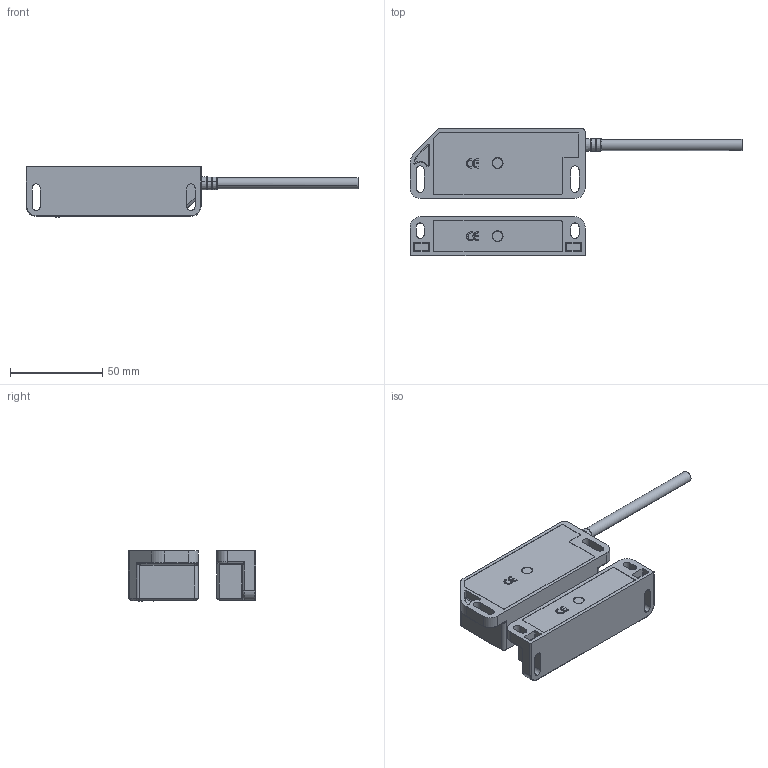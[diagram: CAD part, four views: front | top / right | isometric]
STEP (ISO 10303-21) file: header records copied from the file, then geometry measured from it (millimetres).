
FILE_DESCRIPTION (( 'STEP AP214' ), '1' );
FILE_NAME ('117-PSA.STEP', '2020-12-09T13:49:18', ( '' ), ( '' ), 'SwSTEP 2.0', 'SolidWorks 2019', '' );
FILE_SCHEMA (( 'AUTOMOTIVE_DESIGN' ));
Length unit declared in the file: inch
Products named in the file (1): 117-PSA
Bounding box: 180.13 x 69 x 27.38 mm (x, y, z)
Volume: 47510.2 mm3; surface area: 43549.1 mm2
Topology: 2 solids, 3 shells, 943 faces, 2462 edges, 1514 vertices
Faces by surface type: plane 441, cylinder 246, bspline 238, cone 18
Entity records: 36305 total; most frequent: CARTESIAN_POINT 14579, ORIENTED_EDGE 4838, DIRECTION 3999, EDGE_CURVE 2419, VERTEX_POINT 1514, LINE 1511, VECTOR 1511, AXIS2_PLACEMENT_3D 1244
